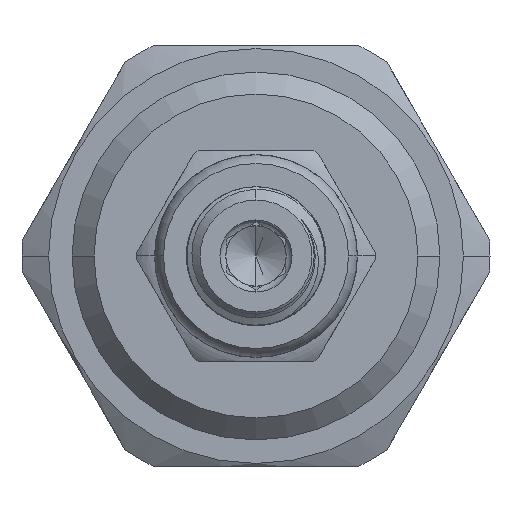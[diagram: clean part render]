
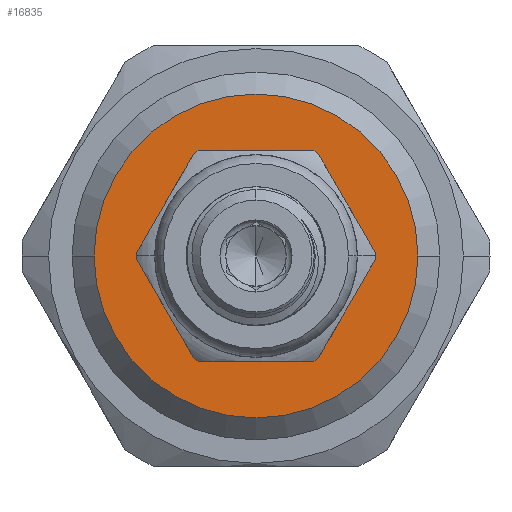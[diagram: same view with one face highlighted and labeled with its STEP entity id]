
A CAD part, left-side view. The second image highlights one B-rep face of the part: STEP entity #16835.
In plain terms, the highlighted planar face has unit normal (-1, 0, 0).
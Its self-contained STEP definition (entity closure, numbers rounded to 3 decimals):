
#395 = AXIS2_PLACEMENT_3D ( 'NONE', #8687, #8799, #8698 ) ;
#399 = AXIS2_PLACEMENT_3D ( 'NONE', #8767, #8632, #8563 ) ;
#620 = AXIS2_PLACEMENT_3D ( 'NONE', #7720, #7721, #7722 ) ;
#621 = AXIS2_PLACEMENT_3D ( 'NONE', #7727, #7728, #7729 ) ;
#761 = AXIS2_PLACEMENT_3D ( 'NONE', #14332, #14328, #14327 ) ;
#5877 = CARTESIAN_POINT ( 'NONE',  ( 0., 6.875, 0. ) ) ;
#7720 = CARTESIAN_POINT ( 'NONE',  ( 0., 0., 0. ) ) ;
#7721 = DIRECTION ( 'NONE',  ( -1., 0., 0. ) ) ;
#7722 = DIRECTION ( 'NONE',  ( 0., 1., 0. ) ) ;
#7727 = CARTESIAN_POINT ( 'NONE',  ( 0., 0., 0. ) ) ;
#7728 = DIRECTION ( 'NONE',  ( 1., 0., 0. ) ) ;
#7729 = DIRECTION ( 'NONE',  ( 0., -1., 0. ) ) ;
#7912 = EDGE_CURVE ( 'NONE', #8446, #8436, #9426, .T. ) ;
#7922 = EDGE_CURVE ( 'NONE', #16012, #8314, #9419, .T. ) ;
#8229 = ORIENTED_EDGE ( 'NONE', *, *, #16399, .T. ) ;
#8272 = ORIENTED_EDGE ( 'NONE', *, *, #16396, .T. ) ;
#8314 = VERTEX_POINT ( 'NONE', #10150 ) ;
#8354 = ORIENTED_EDGE ( 'NONE', *, *, #7912, .T. ) ;
#8436 = VERTEX_POINT ( 'NONE', #10088 ) ;
#8446 = VERTEX_POINT ( 'NONE', #10080 ) ;
#8513 = ORIENTED_EDGE ( 'NONE', *, *, #7922, .T. ) ;
#8563 = DIRECTION ( 'NONE',  ( 0., -1., 0. ) ) ;
#8632 = DIRECTION ( 'NONE',  ( 1., 0., 0. ) ) ;
#8687 = CARTESIAN_POINT ( 'NONE',  ( 0., 0., 0. ) ) ;
#8698 = DIRECTION ( 'NONE',  ( 0., 1., 0. ) ) ;
#8767 = CARTESIAN_POINT ( 'NONE',  ( 0., 0., 0. ) ) ;
#8799 = DIRECTION ( 'NONE',  ( -1., 0., 0. ) ) ;
#9253 = CIRCLE ( 'NONE', #621, 6.875 ) ;
#9255 = CIRCLE ( 'NONE', #620, 11. ) ;
#9312 = FACE_OUTER_BOUND ( 'NONE', #14460, .T. ) ;
#9419 = CIRCLE ( 'NONE', #399, 6.875 ) ;
#9426 = CIRCLE ( 'NONE', #395, 11. ) ;
#9665 = FACE_BOUND ( 'NONE', #14492, .T. ) ;
#10080 = CARTESIAN_POINT ( 'NONE',  ( 0., -11., 0. ) ) ;
#10088 = CARTESIAN_POINT ( 'NONE',  ( 0., 11., 0. ) ) ;
#10150 = CARTESIAN_POINT ( 'NONE',  ( 0., -6.875, 0. ) ) ;
#14327 = DIRECTION ( 'NONE',  ( 0., 1., 0. ) ) ;
#14328 = DIRECTION ( 'NONE',  ( -1., 0., 0. ) ) ;
#14330 = PLANE ( 'NONE',  #761 ) ;
#14332 = CARTESIAN_POINT ( 'NONE',  ( 0., 0., 0. ) ) ;
#14460 = EDGE_LOOP ( 'NONE', ( #8354, #8272 ) ) ;
#14492 = EDGE_LOOP ( 'NONE', ( #8513, #8229 ) ) ;
#16012 = VERTEX_POINT ( 'NONE', #5877 ) ;
#16396 = EDGE_CURVE ( 'NONE', #8436, #8446, #9255, .T. ) ;
#16399 = EDGE_CURVE ( 'NONE', #8314, #16012, #9253, .T. ) ;
#16835 = ADVANCED_FACE ( 'NONE', ( #9312, #9665 ), #14330, .T. ) ;
